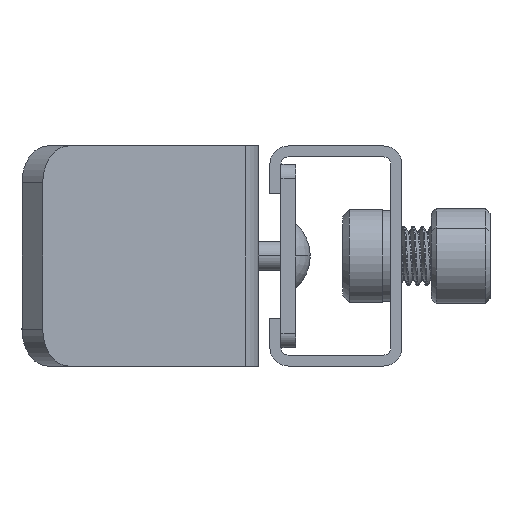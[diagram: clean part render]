
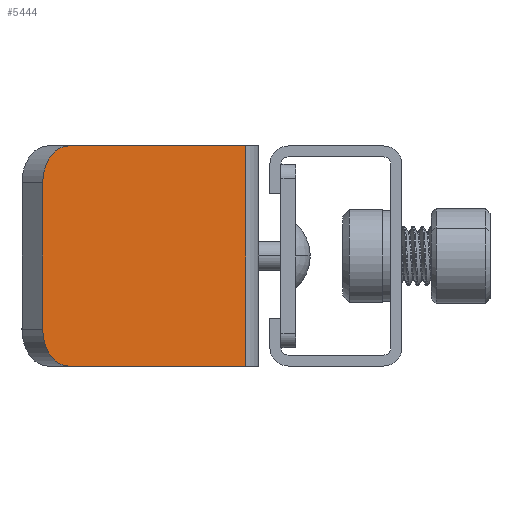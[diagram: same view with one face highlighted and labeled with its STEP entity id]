
A CAD part, left-side view. The second image highlights one B-rep face of the part: STEP entity #5444.
In plain terms, the highlighted face is planar.
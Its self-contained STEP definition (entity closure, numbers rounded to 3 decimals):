
#1 = ORIENTED_EDGE ( 'NONE', *, *, #501, .T. ) ;
#33 = VERTEX_POINT ( 'NONE', #5555 ) ;
#108 = DIRECTION ( 'NONE',  ( 0.707, 0., 0.707 ) ) ;
#251 = AXIS2_PLACEMENT_3D ( 'NONE', #5197, #2191, #5695 ) ;
#350 = LINE ( 'NONE', #4624, #4012 ) ;
#390 = VECTOR ( 'NONE', #3704, 1000. ) ;
#447 = VERTEX_POINT ( 'NONE', #3534 ) ;
#501 = EDGE_CURVE ( 'NONE', #2457, #33, #3739, .T. ) ;
#1159 = DIRECTION ( 'NONE',  ( -0.707, 0., 0.707 ) ) ;
#1405 = ORIENTED_EDGE ( 'NONE', *, *, #2728, .T. ) ;
#1625 = DIRECTION ( 'NONE',  ( 0., -1., 0. ) ) ;
#1633 = EDGE_CURVE ( 'NONE', #5391, #2457, #4536, .T. ) ;
#1909 = LINE ( 'NONE', #1966, #4563 ) ;
#1966 = CARTESIAN_POINT ( 'NONE',  ( 17.828, -15., -2.828 ) ) ;
#1974 = DIRECTION ( 'NONE',  ( 0.707, 0., -0.707 ) ) ;
#2188 = EDGE_CURVE ( 'NONE', #33, #447, #4373, .T. ) ;
#2191 = DIRECTION ( 'NONE',  ( 0.707, 0., -0.707 ) ) ;
#2278 = ORIENTED_EDGE ( 'NONE', *, *, #1633, .T. ) ;
#2457 = VERTEX_POINT ( 'NONE', #3153 ) ;
#2471 = DIRECTION ( 'NONE',  ( -0.707, 0., -0.707 ) ) ;
#2590 = CARTESIAN_POINT ( 'NONE',  ( 46.113, 15., 25.456 ) ) ;
#2728 = EDGE_CURVE ( 'NONE', #447, #3848, #5438, .T. ) ;
#2833 = AXIS2_PLACEMENT_3D ( 'NONE', #5159, #1159, #4661 ) ;
#3153 = CARTESIAN_POINT ( 'NONE',  ( 42.577, 15., 21.92 ) ) ;
#3163 = EDGE_CURVE ( 'NONE', #5391, #5253, #350, .T. ) ;
#3194 = CARTESIAN_POINT ( 'NONE',  ( 46.113, -15., 25.456 ) ) ;
#3207 = ORIENTED_EDGE ( 'NONE', *, *, #3163, .F. ) ;
#3534 = CARTESIAN_POINT ( 'NONE',  ( 46.113, -10., 25.456 ) ) ;
#3577 = CARTESIAN_POINT ( 'NONE',  ( 18.414, 15., -2.243 ) ) ;
#3704 = DIRECTION ( 'NONE',  ( 0., -1., 0. ) ) ;
#3739 = CIRCLE ( 'NONE', #251, 5. ) ;
#3848 = VERTEX_POINT ( 'NONE', #5947 ) ;
#4012 = VECTOR ( 'NONE', #1625, 1000. ) ;
#4055 = VECTOR ( 'NONE', #108, 1000. ) ;
#4122 = PLANE ( 'NONE',  #2833 ) ;
#4347 = FACE_OUTER_BOUND ( 'NONE', #6279, .T. ) ;
#4373 = LINE ( 'NONE', #3194, #390 ) ;
#4536 = LINE ( 'NONE', #2590, #4055 ) ;
#4563 = VECTOR ( 'NONE', #2471, 1000. ) ;
#4624 = CARTESIAN_POINT ( 'NONE',  ( 18.414, 0., -2.243 ) ) ;
#4661 = DIRECTION ( 'NONE',  ( 0.707, 0., 0.707 ) ) ;
#4742 = AXIS2_PLACEMENT_3D ( 'NONE', #4990, #1974, #5492 ) ;
#4878 = EDGE_CURVE ( 'NONE', #3848, #5253, #1909, .T. ) ;
#4913 = ORIENTED_EDGE ( 'NONE', *, *, #2188, .T. ) ;
#4990 = CARTESIAN_POINT ( 'NONE',  ( 42.577, -10., 21.92 ) ) ;
#5159 = CARTESIAN_POINT ( 'NONE',  ( 10.328, 0., -10.328 ) ) ;
#5197 = CARTESIAN_POINT ( 'NONE',  ( 42.577, 10., 21.92 ) ) ;
#5253 = VERTEX_POINT ( 'NONE', #5974 ) ;
#5391 = VERTEX_POINT ( 'NONE', #3577 ) ;
#5438 = CIRCLE ( 'NONE', #4742, 5. ) ;
#5444 = ADVANCED_FACE ( 'NONE', ( #4347 ), #4122, .F. ) ;
#5492 = DIRECTION ( 'NONE',  ( 0.707, 0., 0.707 ) ) ;
#5555 = CARTESIAN_POINT ( 'NONE',  ( 46.113, 10., 25.456 ) ) ;
#5695 = DIRECTION ( 'NONE',  ( 0.707, 0., 0.707 ) ) ;
#5821 = ORIENTED_EDGE ( 'NONE', *, *, #4878, .T. ) ;
#5947 = CARTESIAN_POINT ( 'NONE',  ( 42.577, -15., 21.92 ) ) ;
#5974 = CARTESIAN_POINT ( 'NONE',  ( 18.414, -15., -2.243 ) ) ;
#6279 = EDGE_LOOP ( 'NONE', ( #4913, #1405, #5821, #3207, #2278, #1 ) ) ;
